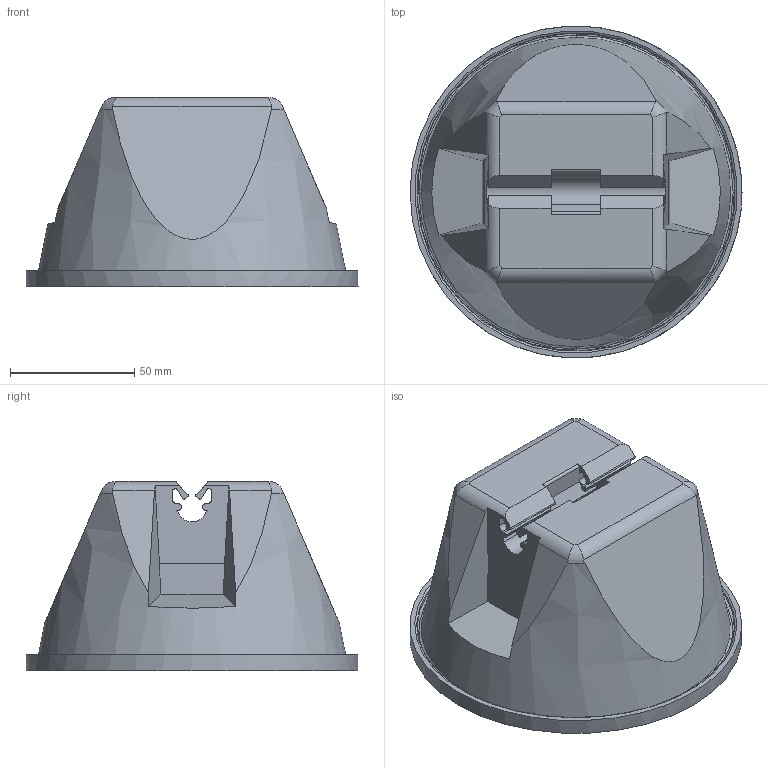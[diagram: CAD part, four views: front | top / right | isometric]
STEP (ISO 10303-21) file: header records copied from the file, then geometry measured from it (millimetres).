
FILE_DESCRIPTION (( 'STEP AP214' ), '1' );
FILE_NAME ('5218683.stp', '2023-04-11T09:36:21', ( '' ), ( '' ), 'SwSTEP 2.0', 'SolidWorks 2022', '' );
FILE_SCHEMA (( 'AUTOMOTIVE_DESIGN' ));
Length unit declared in the file: millimetre
Products named in the file (1): 5218683
Bounding box: 133.47 x 133.42 x 76 mm (x, y, z)
Volume: 651820.6 mm3; surface area: 83369.4 mm2
Topology: 2 solids, 2 shells, 140 faces, 398 edges, 264 vertices
Faces by surface type: plane 61, cylinder 43, cone 26, torus 10
Entity records: 5585 total; most frequent: CARTESIAN_POINT 1955, ORIENTED_EDGE 788, DIRECTION 718, EDGE_CURVE 394, VERTEX_POINT 262, AXIS2_PLACEMENT_3D 253, VECTOR 212, LINE 212
